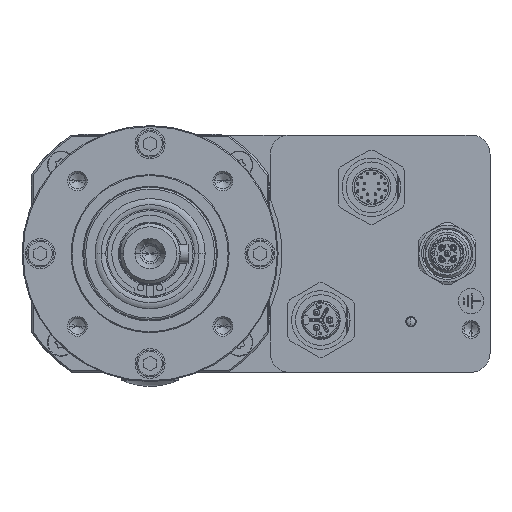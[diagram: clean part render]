
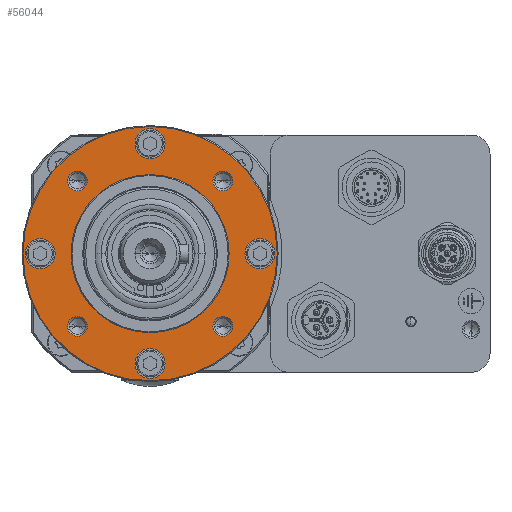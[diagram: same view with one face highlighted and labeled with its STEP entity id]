
A CAD part, front view. The second image highlights one B-rep face of the part: STEP entity #56044.
In plain terms, the highlighted planar face has unit normal (0, -1, 0).
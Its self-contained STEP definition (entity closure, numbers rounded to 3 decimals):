
#54654=CARTESIAN_POINT('',(0.,-102.3,0.));
#54655=DIRECTION('',(0.,-1.,0.));
#54656=DIRECTION('',(1.,0.,0.));
#54657=AXIS2_PLACEMENT_3D('',#54654,#54655,#54656);
#54659=CARTESIAN_POINT('',(0.,-102.3,0.));
#54660=DIRECTION('',(0.,1.,0.));
#54661=DIRECTION('',(1.,0.,0.));
#54662=AXIS2_PLACEMENT_3D('',#54659,#54660,#54661);
#54664=CARTESIAN_POINT('',(0.,-102.3,0.));
#54665=DIRECTION('',(0.,1.,0.));
#54666=DIRECTION('',(1.,0.,0.));
#54667=AXIS2_PLACEMENT_3D('',#54664,#54665,#54666);
#54669=CARTESIAN_POINT('',(22.981,-102.3,-22.981));
#54670=DIRECTION('',(0.,-1.,0.));
#54671=DIRECTION('',(-1.,0.,0.));
#54672=AXIS2_PLACEMENT_3D('',#54669,#54670,#54671);
#54674=CARTESIAN_POINT('',(22.981,-102.3,-22.981));
#54675=DIRECTION('',(0.,-1.,0.));
#54676=DIRECTION('',(1.,0.,0.));
#54677=AXIS2_PLACEMENT_3D('',#54674,#54675,#54676);
#54679=CARTESIAN_POINT('',(22.981,-102.3,22.981));
#54680=DIRECTION('',(0.,-1.,0.));
#54681=DIRECTION('',(-1.,0.,0.));
#54682=AXIS2_PLACEMENT_3D('',#54679,#54680,#54681);
#54684=CARTESIAN_POINT('',(22.981,-102.3,22.981));
#54685=DIRECTION('',(0.,-1.,0.));
#54686=DIRECTION('',(1.,0.,0.));
#54687=AXIS2_PLACEMENT_3D('',#54684,#54685,#54686);
#54689=CARTESIAN_POINT('',(-22.981,-102.3,22.981));
#54690=DIRECTION('',(0.,-1.,0.));
#54691=DIRECTION('',(-1.,0.,0.));
#54692=AXIS2_PLACEMENT_3D('',#54689,#54690,#54691);
#54694=CARTESIAN_POINT('',(-22.981,-102.3,22.981));
#54695=DIRECTION('',(0.,-1.,0.));
#54696=DIRECTION('',(1.,0.,0.));
#54697=AXIS2_PLACEMENT_3D('',#54694,#54695,#54696);
#54699=CARTESIAN_POINT('',(-22.981,-102.3,-22.981));
#54700=DIRECTION('',(0.,-1.,0.));
#54701=DIRECTION('',(-1.,0.,0.));
#54702=AXIS2_PLACEMENT_3D('',#54699,#54700,#54701);
#54704=CARTESIAN_POINT('',(-22.981,-102.3,-22.981));
#54705=DIRECTION('',(0.,-1.,0.));
#54706=DIRECTION('',(1.,0.,0.));
#54707=AXIS2_PLACEMENT_3D('',#54704,#54705,#54706);
#54709=CARTESIAN_POINT('',(34.75,-102.3,0.));
#54710=DIRECTION('',(0.,-1.,0.));
#54711=DIRECTION('',(-1.,0.,0.));
#54712=AXIS2_PLACEMENT_3D('',#54709,#54710,#54711);
#54714=CARTESIAN_POINT('',(34.75,-102.3,0.));
#54715=DIRECTION('',(0.,-1.,0.));
#54716=DIRECTION('',(1.,0.,0.));
#54717=AXIS2_PLACEMENT_3D('',#54714,#54715,#54716);
#54719=CARTESIAN_POINT('',(0.,-102.3,34.75));
#54720=DIRECTION('',(0.,-1.,0.));
#54721=DIRECTION('',(-1.,0.,0.));
#54722=AXIS2_PLACEMENT_3D('',#54719,#54720,#54721);
#54724=CARTESIAN_POINT('',(0.,-102.3,34.75));
#54725=DIRECTION('',(0.,-1.,0.));
#54726=DIRECTION('',(1.,0.,0.));
#54727=AXIS2_PLACEMENT_3D('',#54724,#54725,#54726);
#54729=CARTESIAN_POINT('',(-34.75,-102.3,0.));
#54730=DIRECTION('',(0.,-1.,0.));
#54731=DIRECTION('',(-1.,0.,0.));
#54732=AXIS2_PLACEMENT_3D('',#54729,#54730,#54731);
#54734=CARTESIAN_POINT('',(-34.75,-102.3,0.));
#54735=DIRECTION('',(0.,-1.,0.));
#54736=DIRECTION('',(1.,0.,0.));
#54737=AXIS2_PLACEMENT_3D('',#54734,#54735,#54736);
#54739=CARTESIAN_POINT('',(0.,-102.3,-34.75));
#54740=DIRECTION('',(0.,-1.,0.));
#54741=DIRECTION('',(-1.,0.,0.));
#54742=AXIS2_PLACEMENT_3D('',#54739,#54740,#54741);
#54744=CARTESIAN_POINT('',(0.,-102.3,-34.75));
#54745=DIRECTION('',(0.,-1.,0.));
#54746=DIRECTION('',(1.,0.,0.));
#54747=AXIS2_PLACEMENT_3D('',#54744,#54745,#54746);
#54767=CARTESIAN_POINT('',(0.,-102.3,0.));
#54768=DIRECTION('',(0.,-1.,0.));
#54769=DIRECTION('',(1.,0.,0.));
#54770=AXIS2_PLACEMENT_3D('',#54767,#54768,#54769);
#55636=CARTESIAN_POINT('',(25.,-102.3,0.));
#55637=CARTESIAN_POINT('',(-25.,-102.3,0.));
#55638=VERTEX_POINT('',#55636);
#55639=VERTEX_POINT('',#55637);
#55640=CARTESIAN_POINT('',(19.856,-102.3,-22.981));
#55641=CARTESIAN_POINT('',(26.106,-102.3,-22.981));
#55642=VERTEX_POINT('',#55640);
#55643=VERTEX_POINT('',#55641);
#55644=CARTESIAN_POINT('',(19.856,-102.3,22.981));
#55645=CARTESIAN_POINT('',(26.106,-102.3,22.981));
#55646=VERTEX_POINT('',#55644);
#55647=VERTEX_POINT('',#55645);
#55648=CARTESIAN_POINT('',(-26.106,-102.3,22.981));
#55649=CARTESIAN_POINT('',(-19.856,-102.3,22.981));
#55650=VERTEX_POINT('',#55648);
#55651=VERTEX_POINT('',#55649);
#55652=CARTESIAN_POINT('',(-26.106,-102.3,-22.981));
#55653=CARTESIAN_POINT('',(-19.856,-102.3,-22.981));
#55654=VERTEX_POINT('',#55652);
#55655=VERTEX_POINT('',#55653);
#55656=CARTESIAN_POINT('',(30.,-102.3,0.));
#55657=CARTESIAN_POINT('',(39.5,-102.3,0.));
#55658=VERTEX_POINT('',#55656);
#55659=VERTEX_POINT('',#55657);
#55660=CARTESIAN_POINT('',(-4.75,-102.3,34.75));
#55661=CARTESIAN_POINT('',(4.75,-102.3,34.75));
#55662=VERTEX_POINT('',#55660);
#55663=VERTEX_POINT('',#55661);
#55664=CARTESIAN_POINT('',(-39.5,-102.3,0.));
#55665=CARTESIAN_POINT('',(-30.,-102.3,0.));
#55666=VERTEX_POINT('',#55664);
#55667=VERTEX_POINT('',#55665);
#55668=CARTESIAN_POINT('',(-4.75,-102.3,-34.75));
#55669=CARTESIAN_POINT('',(4.75,-102.3,-34.75));
#55670=VERTEX_POINT('',#55668);
#55671=VERTEX_POINT('',#55669);
#55700=CARTESIAN_POINT('',(40.2,-102.3,0.));
#55701=CARTESIAN_POINT('',(-40.2,-102.3,0.));
#55702=VERTEX_POINT('',#55700);
#55703=VERTEX_POINT('',#55701);
#55981=CARTESIAN_POINT('',(0.,-102.3,0.));
#55982=DIRECTION('',(0.,-1.,0.));
#55983=DIRECTION('',(-1.,0.,0.));
#55984=AXIS2_PLACEMENT_3D('',#55981,#55982,#55983);
#55985=PLANE('',#55984);
#55986=ORIENTED_EDGE('',*,*,#55975,.F.);
#55987=ORIENTED_EDGE('',*,*,#55961,.T.);
#55988=EDGE_LOOP('',(#55986,#55987));
#55989=FACE_OUTER_BOUND('',#55988,.F.);
#55991=ORIENTED_EDGE('',*,*,#55990,.F.);
#55993=ORIENTED_EDGE('',*,*,#55992,.T.);
#55994=EDGE_LOOP('',(#55991,#55993));
#55995=FACE_BOUND('',#55994,.F.);
#55997=ORIENTED_EDGE('',*,*,#55996,.T.);
#55999=ORIENTED_EDGE('',*,*,#55998,.T.);
#56000=EDGE_LOOP('',(#55997,#55999));
#56001=FACE_BOUND('',#56000,.F.);
#56003=ORIENTED_EDGE('',*,*,#56002,.T.);
#56005=ORIENTED_EDGE('',*,*,#56004,.T.);
#56006=EDGE_LOOP('',(#56003,#56005));
#56007=FACE_BOUND('',#56006,.F.);
#56009=ORIENTED_EDGE('',*,*,#56008,.T.);
#56011=ORIENTED_EDGE('',*,*,#56010,.T.);
#56012=EDGE_LOOP('',(#56009,#56011));
#56013=FACE_BOUND('',#56012,.F.);
#56015=ORIENTED_EDGE('',*,*,#56014,.T.);
#56017=ORIENTED_EDGE('',*,*,#56016,.T.);
#56018=EDGE_LOOP('',(#56015,#56017));
#56019=FACE_BOUND('',#56018,.F.);
#56021=ORIENTED_EDGE('',*,*,#56020,.T.);
#56023=ORIENTED_EDGE('',*,*,#56022,.T.);
#56024=EDGE_LOOP('',(#56021,#56023));
#56025=FACE_BOUND('',#56024,.F.);
#56027=ORIENTED_EDGE('',*,*,#56026,.T.);
#56029=ORIENTED_EDGE('',*,*,#56028,.T.);
#56030=EDGE_LOOP('',(#56027,#56029));
#56031=FACE_BOUND('',#56030,.F.);
#56033=ORIENTED_EDGE('',*,*,#56032,.T.);
#56035=ORIENTED_EDGE('',*,*,#56034,.T.);
#56036=EDGE_LOOP('',(#56033,#56035));
#56037=FACE_BOUND('',#56036,.F.);
#56039=ORIENTED_EDGE('',*,*,#56038,.T.);
#56041=ORIENTED_EDGE('',*,*,#56040,.T.);
#56042=EDGE_LOOP('',(#56039,#56041));
#56043=FACE_BOUND('',#56042,.F.);
#54658=CIRCLE('',#54657,40.2);
#54663=CIRCLE('',#54662,40.2);
#54668=CIRCLE('',#54667,25.);
#54673=CIRCLE('',#54672,3.125);
#54678=CIRCLE('',#54677,3.125);
#54683=CIRCLE('',#54682,3.125);
#54688=CIRCLE('',#54687,3.125);
#54693=CIRCLE('',#54692,3.125);
#54698=CIRCLE('',#54697,3.125);
#54703=CIRCLE('',#54702,3.125);
#54708=CIRCLE('',#54707,3.125);
#54713=CIRCLE('',#54712,4.75);
#54718=CIRCLE('',#54717,4.75);
#54723=CIRCLE('',#54722,4.75);
#54728=CIRCLE('',#54727,4.75);
#54733=CIRCLE('',#54732,4.75);
#54738=CIRCLE('',#54737,4.75);
#54743=CIRCLE('',#54742,4.75);
#54748=CIRCLE('',#54747,4.75);
#54771=CIRCLE('',#54770,25.);
#55961=EDGE_CURVE('',#55702,#55703,#54663,.T.);
#55975=EDGE_CURVE('',#55702,#55703,#54658,.T.);
#55990=EDGE_CURVE('',#55638,#55639,#54668,.T.);
#55992=EDGE_CURVE('',#55638,#55639,#54771,.T.);
#55996=EDGE_CURVE('',#55642,#55643,#54673,.T.);
#55998=EDGE_CURVE('',#55643,#55642,#54678,.T.);
#56002=EDGE_CURVE('',#55646,#55647,#54683,.T.);
#56004=EDGE_CURVE('',#55647,#55646,#54688,.T.);
#56008=EDGE_CURVE('',#55650,#55651,#54693,.T.);
#56010=EDGE_CURVE('',#55651,#55650,#54698,.T.);
#56014=EDGE_CURVE('',#55654,#55655,#54703,.T.);
#56016=EDGE_CURVE('',#55655,#55654,#54708,.T.);
#56020=EDGE_CURVE('',#55658,#55659,#54713,.T.);
#56022=EDGE_CURVE('',#55659,#55658,#54718,.T.);
#56026=EDGE_CURVE('',#55662,#55663,#54723,.T.);
#56028=EDGE_CURVE('',#55663,#55662,#54728,.T.);
#56032=EDGE_CURVE('',#55666,#55667,#54733,.T.);
#56034=EDGE_CURVE('',#55667,#55666,#54738,.T.);
#56038=EDGE_CURVE('',#55670,#55671,#54743,.T.);
#56040=EDGE_CURVE('',#55671,#55670,#54748,.T.);
#56044=ADVANCED_FACE('',(#55989,#55995,#56001,#56007,#56013,#56019,#56025,
#56031,#56037,#56043),#55985,.T.);
